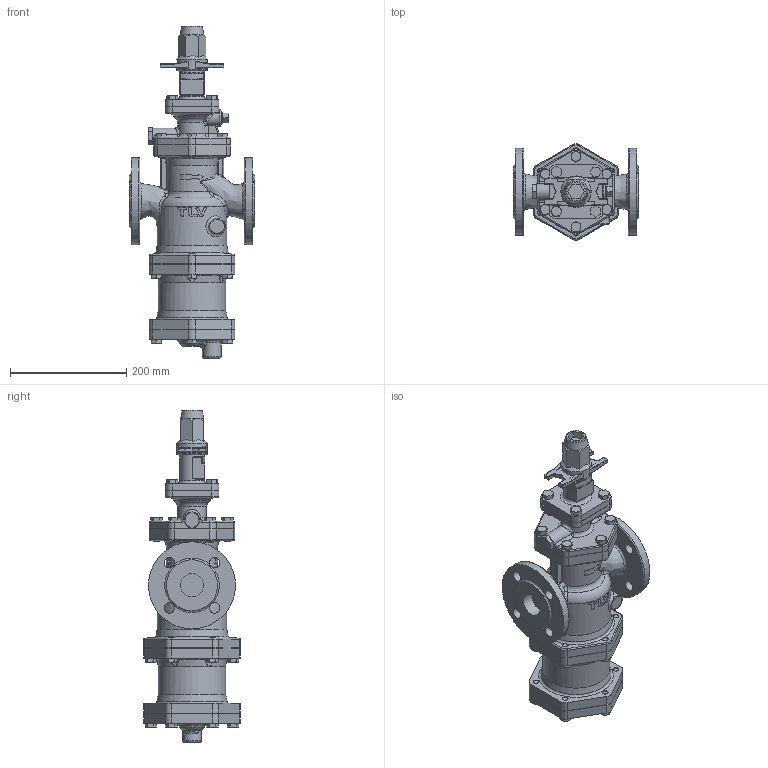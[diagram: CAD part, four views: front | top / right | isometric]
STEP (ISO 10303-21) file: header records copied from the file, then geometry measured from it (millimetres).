
FILE_DESCRIPTION(/* description */ (''),/* implementation_level */ '2;1');
FILE_NAME(/* name */ 'cos16-040-e0040-00.stp',/* time_stamp */ '2017-11-17T14:29:01+09:00',/* author */ ('nakaot'),/* organization */ (''),/* preprocessor_version */ 'ST-DEVELOPER v15.6',/* originating_system */ 'Autodesk Inventor 2015',/* authorisation */ '');
FILE_SCHEMA (('CONFIG_CONTROL_DESIGN'));
Length unit declared in the file: millimetre
Products named in the file (1): cos16-040-e0040-00
Bounding box: 216 x 166.02 x 572 mm (x, y, z)
Volume: 5510540.1 mm3; surface area: 530944.9 mm2
Topology: 6 solids, 6 shells, 1059 faces, 2571 edges, 1558 vertices
Faces by surface type: plane 391, cylinder 255, bspline 188, cone 135, torus 74, sphere 16
Full cylindrical faces by diameter (mm): 8.376 x22, 10 x22, 12 x22, 17.475 x1, 18 x8, 27 x1, 28 x1, 32 x1, 40 x2, 42 x1, 45 x1, 52 x1, 80 x4, 116 x1, 120 x1, 150 x2
Entity records: 37937 total; most frequent: CARTESIAN_POINT 15665, ORIENTED_EDGE 4692, DIRECTION 4294, EDGE_CURVE 2346, AXIS2_PLACEMENT_3D 1734, VERTEX_POINT 1493, EDGE_LOOP 1313, FACE_OUTER_BOUND 1059
